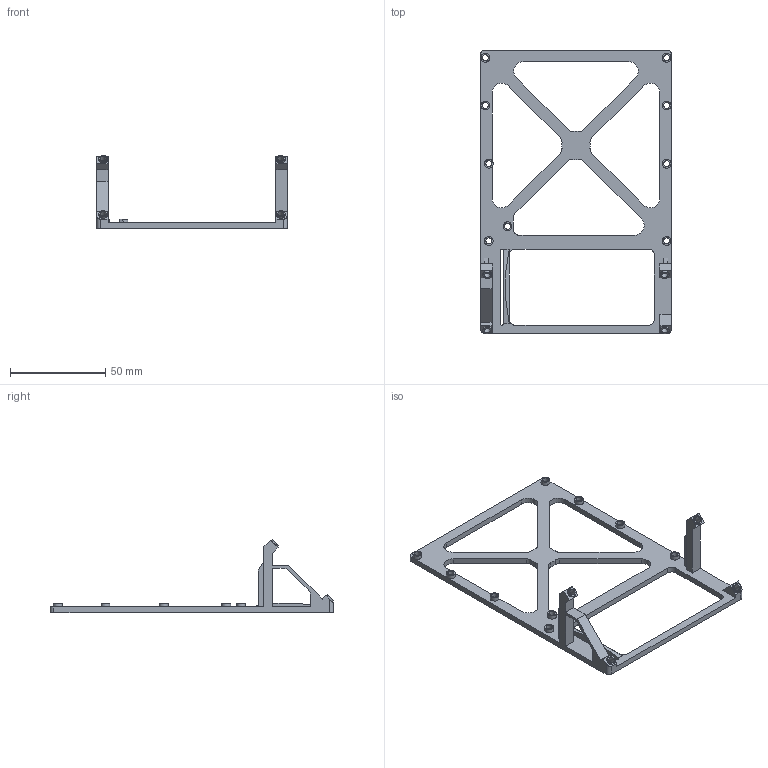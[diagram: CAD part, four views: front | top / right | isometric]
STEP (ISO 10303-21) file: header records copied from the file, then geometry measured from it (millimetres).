
FILE_DESCRIPTION(/* description */ ('STEP AP242','CAx-IF Rec.Pracs.---Representation and Presentation of Product Manufacturing Information (PMI)---4.0---2014-10-13','CAx-IF Rec.Pracs.---3D Tessellated Geometry---0.4---2014-09-14','2;1'),/* implementation_level */ '2;1');
FILE_NAME(/* name */ '62e57130da23c73a67ca6cf9',/* time_stamp */ '2022-07-30T17:58:08+00:00',/* author */ (''),/* organization */ (''),/* preprocessor_version */ 'ST-DEVELOPER v18.102',/* originating_system */ ' ',/* authorisation */ ' ');
FILE_SCHEMA (('AP242_MANAGED_MODEL_BASED_3D_ENGINEERING_MIM_LF { 1 0 10303 442 1 1 4 }'));
Length unit declared in the file: metre
Products named in the file (1): Main PCB Stand
Bounding box: 100 x 148.73 x 38.46 mm (x, y, z)
Volume: 19258 mm3; surface area: 18789 mm2
Topology: 1 solids, 1 shells, 136 faces, 372 edges, 248 vertices
Faces by surface type: plane 75, cylinder 61
Full cylindrical faces by diameter (mm): 3.15 x13, 4.65 x13
Entity records: 4284 total; most frequent: DIRECTION 740, CARTESIAN_POINT 725, ORIENTED_EDGE 686, EDGE_CURVE 343, AXIS2_PLACEMENT_3D 260, VERTEX_POINT 245, LINE 220, VECTOR 220
